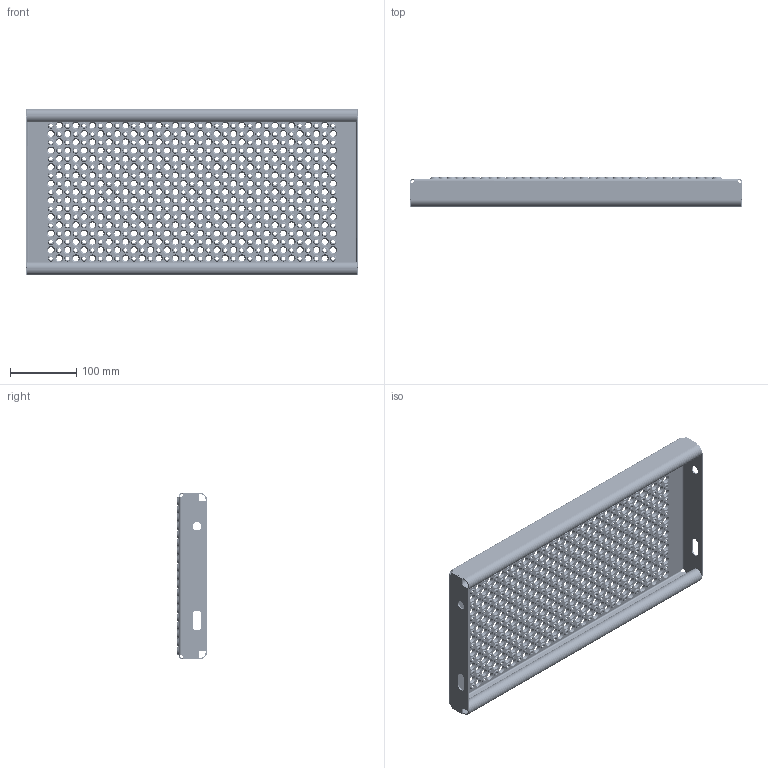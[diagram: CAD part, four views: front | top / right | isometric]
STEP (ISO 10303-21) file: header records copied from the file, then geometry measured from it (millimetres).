
FILE_DESCRIPTION (( 'STEP AP203' ), '1' );
FILE_NAME ('20640_ACHILTRIN_250x500x45_M_OPTRÆK.STEP', '2011-08-11T06:56:12', ( 'JKJ' ), ( '' ), 'SwSTEP 2.0', 'SolidWorks 2011', '' );
FILE_SCHEMA (( 'CONFIG_CONTROL_DESIGN' ));
Products named in the file (1): 20640_ACHILTRIN_250x500x45_M_OPTRÆK
Bounding box: 500 x 45 x 250 mm (x, y, z)
Volume: 441235.2 mm3; surface area: 465291.9 mm2
Topology: 1 solids, 1 shells, 4737 faces, 10840 edges, 6770 vertices
Faces by surface type: cone 2660, cylinder 1366, plane 703, bspline 8
Entity records: 138617 total; most frequent: DIRECTION 26974, CARTESIAN_POINT 22940, ORIENTED_EDGE 21680, AXIS2_PLACEMENT_3D 11436, EDGE_CURVE 10840, VERTEX_POINT 6770, EDGE_LOOP 6740, CIRCLE 6706
